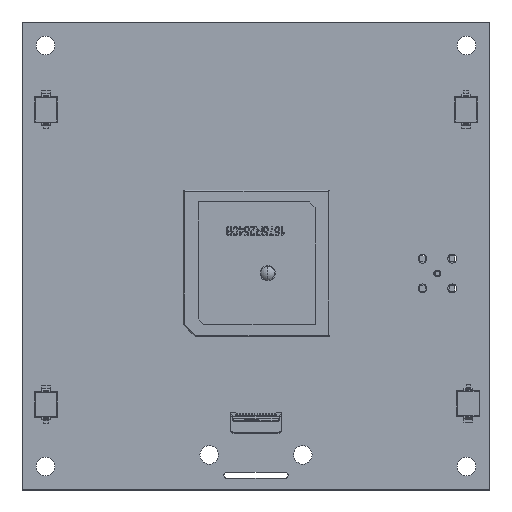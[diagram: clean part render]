
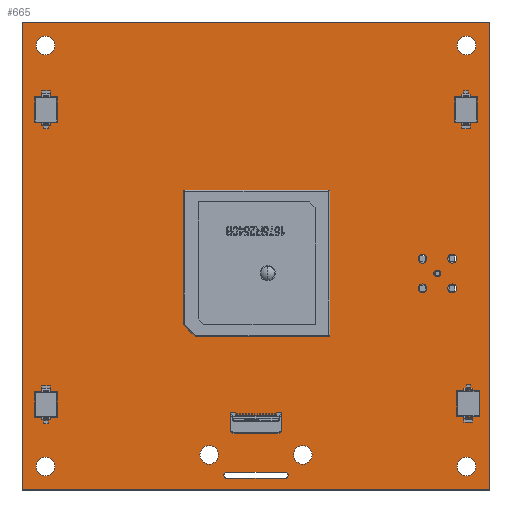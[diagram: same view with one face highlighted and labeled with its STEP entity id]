
A CAD part, top view. The second image highlights one B-rep face of the part: STEP entity #665.
In plain terms, the highlighted planar face has unit normal (0, 0, 1).
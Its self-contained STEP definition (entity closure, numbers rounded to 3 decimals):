
#22 = VERTEX_POINT('',#23);
#23 = CARTESIAN_POINT('',(40.,40.,0.));
#40 = VERTEX_POINT('',#41);
#41 = CARTESIAN_POINT('',(40.,-40.,0.));
#47 = EDGE_CURVE('',#22,#40,#48,.T.);
#48 = LINE('',#49,#50);
#49 = CARTESIAN_POINT('',(40.,40.,0.));
#50 = VECTOR('',#51,1.);
#51 = DIRECTION('',(0.,-1.,0.));
#62 = VERTEX_POINT('',#63);
#63 = CARTESIAN_POINT('',(-40.,40.,0.));
#78 = EDGE_CURVE('',#62,#22,#79,.T.);
#79 = LINE('',#80,#81);
#80 = CARTESIAN_POINT('',(-40.,40.,0.));
#81 = VECTOR('',#82,1.);
#82 = DIRECTION('',(1.,0.,0.));
#93 = VERTEX_POINT('',#94);
#94 = CARTESIAN_POINT('',(-40.,-40.,0.));
#109 = EDGE_CURVE('',#93,#40,#110,.T.);
#110 = LINE('',#111,#112);
#111 = CARTESIAN_POINT('',(-40.,-40.,0.));
#112 = VECTOR('',#113,1.);
#113 = DIRECTION('',(1.,0.,0.));
#131 = EDGE_CURVE('',#62,#93,#132,.T.);
#132 = LINE('',#133,#134);
#133 = CARTESIAN_POINT('',(-40.,40.,0.));
#134 = VECTOR('',#135,1.);
#135 = DIRECTION('',(0.,-1.,0.));
#146 = VERTEX_POINT('',#147);
#147 = CARTESIAN_POINT('',(-34.41,-36.,0.));
#163 = EDGE_CURVE('',#146,#146,#164,.T.);
#164 = CIRCLE('',#165,1.59);
#165 = AXIS2_PLACEMENT_3D('',#166,#167,#168);
#166 = CARTESIAN_POINT('',(-36.,-36.,0.));
#167 = DIRECTION('',(0.,0.,1.));
#168 = DIRECTION('',(1.,0.,0.));
#179 = VERTEX_POINT('',#180);
#180 = CARTESIAN_POINT('',(-6.41,-34.,0.));
#196 = EDGE_CURVE('',#179,#179,#197,.T.);
#197 = CIRCLE('',#198,1.59);
#198 = AXIS2_PLACEMENT_3D('',#199,#200,#201);
#199 = CARTESIAN_POINT('',(-8.,-34.,0.));
#200 = DIRECTION('',(0.,0.,1.));
#201 = DIRECTION('',(1.,0.,0.));
#212 = VERTEX_POINT('',#213);
#213 = CARTESIAN_POINT('',(2.475,-3.,0.));
#229 = EDGE_CURVE('',#212,#212,#230,.T.);
#230 = CIRCLE('',#231,0.475);
#231 = AXIS2_PLACEMENT_3D('',#232,#233,#234);
#232 = CARTESIAN_POINT('',(2.,-3.,0.));
#233 = DIRECTION('',(0.,0.,1.));
#234 = DIRECTION('',(1.,0.,0.));
#245 = VERTEX_POINT('',#246);
#246 = CARTESIAN_POINT('',(-5.,-38.,0.));
#263 = VERTEX_POINT('',#264);
#264 = CARTESIAN_POINT('',(5.,-38.,0.));
#270 = EDGE_CURVE('',#245,#263,#271,.T.);
#271 = LINE('',#272,#273);
#272 = CARTESIAN_POINT('',(-5.,-38.,0.));
#273 = VECTOR('',#274,1.);
#274 = DIRECTION('',(1.,0.,0.));
#285 = VERTEX_POINT('',#286);
#286 = CARTESIAN_POINT('',(-5.,-37.,0.));
#302 = EDGE_CURVE('',#285,#245,#303,.T.);
#303 = CIRCLE('',#304,0.5);
#304 = AXIS2_PLACEMENT_3D('',#305,#306,#307);
#305 = CARTESIAN_POINT('',(-5.,-37.5,0.));
#306 = DIRECTION('',(0.,-0.,1.));
#307 = DIRECTION('',(0.,1.,0.));
#328 = VERTEX_POINT('',#329);
#329 = CARTESIAN_POINT('',(5.,-37.,0.));
#335 = EDGE_CURVE('',#263,#328,#336,.T.);
#336 = CIRCLE('',#337,0.5);
#337 = AXIS2_PLACEMENT_3D('',#338,#339,#340);
#338 = CARTESIAN_POINT('',(5.,-37.5,0.));
#339 = DIRECTION('',(-0.,0.,1.));
#340 = DIRECTION('',(0.,-1.,0.));
#358 = EDGE_CURVE('',#285,#328,#359,.T.);
#359 = LINE('',#360,#361);
#360 = CARTESIAN_POINT('',(-5.,-37.,0.));
#361 = VECTOR('',#362,1.);
#362 = DIRECTION('',(1.,0.,0.));
#373 = VERTEX_POINT('',#374);
#374 = CARTESIAN_POINT('',(34.3,-0.46,0.));
#390 = EDGE_CURVE('',#373,#373,#391,.T.);
#391 = CIRCLE('',#392,0.76);
#392 = AXIS2_PLACEMENT_3D('',#393,#394,#395);
#393 = CARTESIAN_POINT('',(33.54,-0.46,0.));
#394 = DIRECTION('',(0.,0.,1.));
#395 = DIRECTION('',(1.,0.,0.));
#406 = VERTEX_POINT('',#407);
#407 = CARTESIAN_POINT('',(34.3,-5.54,0.));
#423 = EDGE_CURVE('',#406,#406,#424,.T.);
#424 = CIRCLE('',#425,0.76);
#425 = AXIS2_PLACEMENT_3D('',#426,#427,#428);
#426 = CARTESIAN_POINT('',(33.54,-5.54,0.));
#427 = DIRECTION('',(0.,0.,1.));
#428 = DIRECTION('',(1.,0.,0.));
#439 = VERTEX_POINT('',#440);
#440 = CARTESIAN_POINT('',(31.585,-3.,0.));
#456 = EDGE_CURVE('',#439,#439,#457,.T.);
#457 = CIRCLE('',#458,0.585);
#458 = AXIS2_PLACEMENT_3D('',#459,#460,#461);
#459 = CARTESIAN_POINT('',(31.,-3.,0.));
#460 = DIRECTION('',(0.,0.,1.));
#461 = DIRECTION('',(1.,0.,0.));
#472 = VERTEX_POINT('',#473);
#473 = CARTESIAN_POINT('',(29.22,-5.54,0.));
#489 = EDGE_CURVE('',#472,#472,#490,.T.);
#490 = CIRCLE('',#491,0.76);
#491 = AXIS2_PLACEMENT_3D('',#492,#493,#494);
#492 = CARTESIAN_POINT('',(28.46,-5.54,0.));
#493 = DIRECTION('',(0.,0.,1.));
#494 = DIRECTION('',(1.,0.,0.));
#505 = VERTEX_POINT('',#506);
#506 = CARTESIAN_POINT('',(29.22,-0.46,0.));
#522 = EDGE_CURVE('',#505,#505,#523,.T.);
#523 = CIRCLE('',#524,0.76);
#524 = AXIS2_PLACEMENT_3D('',#525,#526,#527);
#525 = CARTESIAN_POINT('',(28.46,-0.46,0.));
#526 = DIRECTION('',(0.,0.,1.));
#527 = DIRECTION('',(1.,0.,0.));
#538 = VERTEX_POINT('',#539);
#539 = CARTESIAN_POINT('',(9.59,-34.,0.));
#555 = EDGE_CURVE('',#538,#538,#556,.T.);
#556 = CIRCLE('',#557,1.59);
#557 = AXIS2_PLACEMENT_3D('',#558,#559,#560);
#558 = CARTESIAN_POINT('',(8.,-34.,0.));
#559 = DIRECTION('',(0.,0.,1.));
#560 = DIRECTION('',(1.,0.,0.));
#571 = VERTEX_POINT('',#572);
#572 = CARTESIAN_POINT('',(-34.41,36.,0.));
#588 = EDGE_CURVE('',#571,#571,#589,.T.);
#589 = CIRCLE('',#590,1.59);
#590 = AXIS2_PLACEMENT_3D('',#591,#592,#593);
#591 = CARTESIAN_POINT('',(-36.,36.,0.));
#592 = DIRECTION('',(0.,0.,1.));
#593 = DIRECTION('',(1.,0.,0.));
#604 = VERTEX_POINT('',#605);
#605 = CARTESIAN_POINT('',(37.59,36.,0.));
#621 = EDGE_CURVE('',#604,#604,#622,.T.);
#622 = CIRCLE('',#623,1.59);
#623 = AXIS2_PLACEMENT_3D('',#624,#625,#626);
#624 = CARTESIAN_POINT('',(36.,36.,0.));
#625 = DIRECTION('',(0.,0.,1.));
#626 = DIRECTION('',(1.,0.,0.));
#637 = VERTEX_POINT('',#638);
#638 = CARTESIAN_POINT('',(37.59,-36.,0.));
#654 = EDGE_CURVE('',#637,#637,#655,.T.);
#655 = CIRCLE('',#656,1.59);
#656 = AXIS2_PLACEMENT_3D('',#657,#658,#659);
#657 = CARTESIAN_POINT('',(36.,-36.,0.));
#658 = DIRECTION('',(0.,0.,1.));
#659 = DIRECTION('',(1.,0.,0.));
#665 = ADVANCED_FACE('',(#666,#672,#675,#678,#681,#687,#690,#693,#696,
    #699,#702,#705,#708,#711),#714,.T.);
#666 = FACE_BOUND('',#667,.T.);
#667 = EDGE_LOOP('',(#668,#669,#670,#671));
#668 = ORIENTED_EDGE('',*,*,#47,.F.);
#669 = ORIENTED_EDGE('',*,*,#78,.F.);
#670 = ORIENTED_EDGE('',*,*,#131,.T.);
#671 = ORIENTED_EDGE('',*,*,#109,.T.);
#672 = FACE_BOUND('',#673,.T.);
#673 = EDGE_LOOP('',(#674));
#674 = ORIENTED_EDGE('',*,*,#163,.F.);
#675 = FACE_BOUND('',#676,.T.);
#676 = EDGE_LOOP('',(#677));
#677 = ORIENTED_EDGE('',*,*,#196,.F.);
#678 = FACE_BOUND('',#679,.T.);
#679 = EDGE_LOOP('',(#680));
#680 = ORIENTED_EDGE('',*,*,#229,.F.);
#681 = FACE_BOUND('',#682,.T.);
#682 = EDGE_LOOP('',(#683,#684,#685,#686));
#683 = ORIENTED_EDGE('',*,*,#270,.F.);
#684 = ORIENTED_EDGE('',*,*,#302,.F.);
#685 = ORIENTED_EDGE('',*,*,#358,.T.);
#686 = ORIENTED_EDGE('',*,*,#335,.F.);
#687 = FACE_BOUND('',#688,.T.);
#688 = EDGE_LOOP('',(#689));
#689 = ORIENTED_EDGE('',*,*,#390,.F.);
#690 = FACE_BOUND('',#691,.T.);
#691 = EDGE_LOOP('',(#692));
#692 = ORIENTED_EDGE('',*,*,#423,.F.);
#693 = FACE_BOUND('',#694,.T.);
#694 = EDGE_LOOP('',(#695));
#695 = ORIENTED_EDGE('',*,*,#456,.F.);
#696 = FACE_BOUND('',#697,.T.);
#697 = EDGE_LOOP('',(#698));
#698 = ORIENTED_EDGE('',*,*,#489,.F.);
#699 = FACE_BOUND('',#700,.T.);
#700 = EDGE_LOOP('',(#701));
#701 = ORIENTED_EDGE('',*,*,#522,.F.);
#702 = FACE_BOUND('',#703,.T.);
#703 = EDGE_LOOP('',(#704));
#704 = ORIENTED_EDGE('',*,*,#555,.F.);
#705 = FACE_BOUND('',#706,.T.);
#706 = EDGE_LOOP('',(#707));
#707 = ORIENTED_EDGE('',*,*,#588,.F.);
#708 = FACE_BOUND('',#709,.T.);
#709 = EDGE_LOOP('',(#710));
#710 = ORIENTED_EDGE('',*,*,#621,.F.);
#711 = FACE_BOUND('',#712,.T.);
#712 = EDGE_LOOP('',(#713));
#713 = ORIENTED_EDGE('',*,*,#654,.F.);
#714 = PLANE('',#715);
#715 = AXIS2_PLACEMENT_3D('',#716,#717,#718);
#716 = CARTESIAN_POINT('',(40.,40.,0.));
#717 = DIRECTION('',(0.,0.,1.));
#718 = DIRECTION('',(1.,0.,0.));
